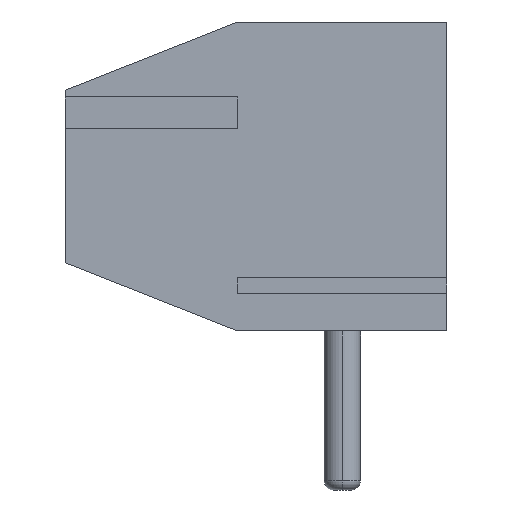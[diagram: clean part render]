
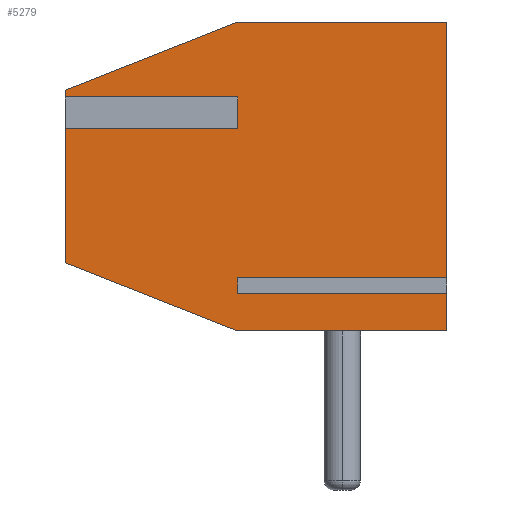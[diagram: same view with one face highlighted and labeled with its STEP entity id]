
A CAD part, left-side view. The second image highlights one B-rep face of the part: STEP entity #5279.
In plain terms, the highlighted planar face has unit normal (-1, 0, 0).
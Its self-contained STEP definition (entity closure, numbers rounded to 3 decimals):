
#42 = DIRECTION ( 'NONE',  ( 0., -1., 0. ) ) ;
#205 = VERTEX_POINT ( 'NONE', #12751 ) ;
#281 = PLANE ( 'NONE',  #18694 ) ;
#420 = EDGE_CURVE ( 'NONE', #20601, #23818, #9110, .T. ) ;
#452 = LINE ( 'NONE', #25512, #21200 ) ;
#532 = DIRECTION ( 'NONE',  ( 0., 0., 1. ) ) ;
#577 = CARTESIAN_POINT ( 'NONE',  ( 0., 8.4, 1.5 ) ) ;
#761 = LINE ( 'NONE', #9611, #17432 ) ;
#909 = EDGE_CURVE ( 'NONE', #25319, #10863, #23990, .T. ) ;
#1150 = ORIENTED_EDGE ( 'NONE', *, *, #10809, .T. ) ;
#1155 = ORIENTED_EDGE ( 'NONE', *, *, #14051, .F. ) ;
#1246 = CARTESIAN_POINT ( 'NONE',  ( 0., 4.6, 0.832 ) ) ;
#1307 = ORIENTED_EDGE ( 'NONE', *, *, #25354, .T. ) ;
#1726 = CARTESIAN_POINT ( 'NONE',  ( 0., 4.6, 6.8 ) ) ;
#2657 = EDGE_CURVE ( 'NONE', #25001, #3593, #23909, .T. ) ;
#2907 = CARTESIAN_POINT ( 'NONE',  ( 0., 4.6, 1.168 ) ) ;
#3065 = CARTESIAN_POINT ( 'NONE',  ( 0., 8.4, 5.3 ) ) ;
#3593 = VERTEX_POINT ( 'NONE', #9890 ) ;
#3637 = EDGE_LOOP ( 'NONE', ( #23132, #22325, #23740, #1155, #21394, #1307, #1150, #15099, #11099, #14738, #8072, #19944, #19792, #22553 ) ) ;
#3693 = LINE ( 'NONE', #3964, #10952 ) ;
#3964 = CARTESIAN_POINT ( 'NONE',  ( 0., 8.4, 6.8 ) ) ;
#4089 = DIRECTION ( 'NONE',  ( 0., -1., 0. ) ) ;
#4453 = CARTESIAN_POINT ( 'NONE',  ( 0., 0., 0.832 ) ) ;
#4627 = EDGE_CURVE ( 'NONE', #25236, #23818, #15144, .T. ) ;
#5275 = DIRECTION ( 'NONE',  ( 0., -1., 0. ) ) ;
#5279 = ADVANCED_FACE ( 'NONE', ( #26976 ), #281, .F. ) ;
#5628 = VECTOR ( 'NONE', #8828, 1000. ) ;
#5729 = CARTESIAN_POINT ( 'NONE',  ( 0., 8.4, 4.632 ) ) ;
#5899 = CARTESIAN_POINT ( 'NONE',  ( 0., 8.4, 6.8 ) ) ;
#6452 = EDGE_CURVE ( 'NONE', #12249, #22695, #7808, .T. ) ;
#6679 = CARTESIAN_POINT ( 'NONE',  ( 0., 4.6, 0.832 ) ) ;
#6726 = CARTESIAN_POINT ( 'NONE',  ( 0., 8.4, 6.8 ) ) ;
#6784 = DIRECTION ( 'NONE',  ( 0., -0.93, 0.367 ) ) ;
#6898 = CARTESIAN_POINT ( 'NONE',  ( 0., 0., 6.8 ) ) ;
#6901 = CARTESIAN_POINT ( 'NONE',  ( 0., 8.4, 4.632 ) ) ;
#7250 = EDGE_CURVE ( 'NONE', #20601, #25001, #11697, .T. ) ;
#7808 = LINE ( 'NONE', #5899, #8590 ) ;
#7842 = EDGE_CURVE ( 'NONE', #25319, #25236, #761, .T. ) ;
#8072 = ORIENTED_EDGE ( 'NONE', *, *, #7842, .T. ) ;
#8344 = DIRECTION ( 'NONE',  ( 1., 0., 0. ) ) ;
#8590 = VECTOR ( 'NONE', #14323, 1000. ) ;
#8622 = CARTESIAN_POINT ( 'NONE',  ( 0., 8.4, 6.8 ) ) ;
#8827 = VECTOR ( 'NONE', #17631, 1000. ) ;
#8828 = DIRECTION ( 'NONE',  ( 0., -1., 0. ) ) ;
#9110 = LINE ( 'NONE', #17166, #5628 ) ;
#9124 = DIRECTION ( 'NONE',  ( 0., 0., -1. ) ) ;
#9589 = DIRECTION ( 'NONE',  ( 0., 0., 1. ) ) ;
#9611 = CARTESIAN_POINT ( 'NONE',  ( 0., 8.4, 0. ) ) ;
#9890 = CARTESIAN_POINT ( 'NONE',  ( 0., 0., 1.168 ) ) ;
#10118 = EDGE_CURVE ( 'NONE', #3593, #25096, #21325, .T. ) ;
#10809 = EDGE_CURVE ( 'NONE', #205, #16579, #25854, .T. ) ;
#10863 = VERTEX_POINT ( 'NONE', #13450 ) ;
#10952 = VECTOR ( 'NONE', #4089, 1000. ) ;
#11099 = ORIENTED_EDGE ( 'NONE', *, *, #21572, .F. ) ;
#11697 = LINE ( 'NONE', #1246, #15183 ) ;
#12249 = VERTEX_POINT ( 'NONE', #17748 ) ;
#12363 = VECTOR ( 'NONE', #42, 1000. ) ;
#12525 = DIRECTION ( 'NONE',  ( 0., 0., -1. ) ) ;
#12751 = CARTESIAN_POINT ( 'NONE',  ( 0., 4.6, 4.968 ) ) ;
#13450 = CARTESIAN_POINT ( 'NONE',  ( 0., 8.4, 1.5 ) ) ;
#14051 = EDGE_CURVE ( 'NONE', #22695, #15833, #452, .T. ) ;
#14295 = CARTESIAN_POINT ( 'NONE',  ( 0., 4.6, 0. ) ) ;
#14323 = DIRECTION ( 'NONE',  ( 0., 0., 1. ) ) ;
#14738 = ORIENTED_EDGE ( 'NONE', *, *, #909, .F. ) ;
#15099 = ORIENTED_EDGE ( 'NONE', *, *, #22401, .F. ) ;
#15134 = VECTOR ( 'NONE', #25781, 1000. ) ;
#15144 = LINE ( 'NONE', #17508, #15134 ) ;
#15183 = VECTOR ( 'NONE', #9589, 1000. ) ;
#15689 = VECTOR ( 'NONE', #9124, 1000. ) ;
#15833 = VERTEX_POINT ( 'NONE', #1726 ) ;
#16204 = DIRECTION ( 'NONE',  ( 0., -1., 0. ) ) ;
#16579 = VERTEX_POINT ( 'NONE', #19070 ) ;
#17166 = CARTESIAN_POINT ( 'NONE',  ( 0., 4.6, 0.832 ) ) ;
#17432 = VECTOR ( 'NONE', #26042, 1000. ) ;
#17508 = CARTESIAN_POINT ( 'NONE',  ( 0., 0., 6.8 ) ) ;
#17631 = DIRECTION ( 'NONE',  ( 0., 0.93, 0.367 ) ) ;
#17748 = CARTESIAN_POINT ( 'NONE',  ( 0., 8.4, 4.968 ) ) ;
#18538 = LINE ( 'NONE', #5729, #19343 ) ;
#18677 = CARTESIAN_POINT ( 'NONE',  ( 0., 0., 0. ) ) ;
#18694 = AXIS2_PLACEMENT_3D ( 'NONE', #8622, #8344, #12525 ) ;
#18715 = VECTOR ( 'NONE', #19025, 1000. ) ;
#19025 = DIRECTION ( 'NONE',  ( 0., 0., 1. ) ) ;
#19070 = CARTESIAN_POINT ( 'NONE',  ( 0., 4.6, 4.632 ) ) ;
#19343 = VECTOR ( 'NONE', #16204, 1000. ) ;
#19792 = ORIENTED_EDGE ( 'NONE', *, *, #420, .F. ) ;
#19896 = CARTESIAN_POINT ( 'NONE',  ( 0., 4.6, 1.168 ) ) ;
#19944 = ORIENTED_EDGE ( 'NONE', *, *, #4627, .T. ) ;
#20601 = VERTEX_POINT ( 'NONE', #6679 ) ;
#21200 = VECTOR ( 'NONE', #6784, 1000. ) ;
#21325 = LINE ( 'NONE', #6898, #18715 ) ;
#21338 = CARTESIAN_POINT ( 'NONE',  ( 0., 8.4, 4.968 ) ) ;
#21394 = ORIENTED_EDGE ( 'NONE', *, *, #6452, .F. ) ;
#21572 = EDGE_CURVE ( 'NONE', #10863, #26328, #25330, .T. ) ;
#21937 = CARTESIAN_POINT ( 'NONE',  ( 0., 0., 6.8 ) ) ;
#22325 = ORIENTED_EDGE ( 'NONE', *, *, #10118, .T. ) ;
#22370 = EDGE_CURVE ( 'NONE', #15833, #25096, #3693, .T. ) ;
#22401 = EDGE_CURVE ( 'NONE', #26328, #16579, #18538, .T. ) ;
#22553 = ORIENTED_EDGE ( 'NONE', *, *, #7250, .T. ) ;
#22695 = VERTEX_POINT ( 'NONE', #3065 ) ;
#23132 = ORIENTED_EDGE ( 'NONE', *, *, #2657, .T. ) ;
#23740 = ORIENTED_EDGE ( 'NONE', *, *, #22370, .F. ) ;
#23818 = VERTEX_POINT ( 'NONE', #4453 ) ;
#23909 = LINE ( 'NONE', #19896, #25114 ) ;
#23990 = LINE ( 'NONE', #577, #8827 ) ;
#24063 = CARTESIAN_POINT ( 'NONE',  ( 0., 4.6, 4.968 ) ) ;
#25001 = VERTEX_POINT ( 'NONE', #2907 ) ;
#25096 = VERTEX_POINT ( 'NONE', #21937 ) ;
#25114 = VECTOR ( 'NONE', #5275, 1000. ) ;
#25236 = VERTEX_POINT ( 'NONE', #18677 ) ;
#25319 = VERTEX_POINT ( 'NONE', #14295 ) ;
#25330 = LINE ( 'NONE', #6726, #25918 ) ;
#25354 = EDGE_CURVE ( 'NONE', #12249, #205, #26861, .T. ) ;
#25512 = CARTESIAN_POINT ( 'NONE',  ( 0., 8.4, 5.3 ) ) ;
#25781 = DIRECTION ( 'NONE',  ( 0., 0., 1. ) ) ;
#25854 = LINE ( 'NONE', #24063, #15689 ) ;
#25918 = VECTOR ( 'NONE', #532, 1000. ) ;
#26042 = DIRECTION ( 'NONE',  ( 0., -1., 0. ) ) ;
#26328 = VERTEX_POINT ( 'NONE', #6901 ) ;
#26861 = LINE ( 'NONE', #21338, #12363 ) ;
#26976 = FACE_OUTER_BOUND ( 'NONE', #3637, .T. ) ;
